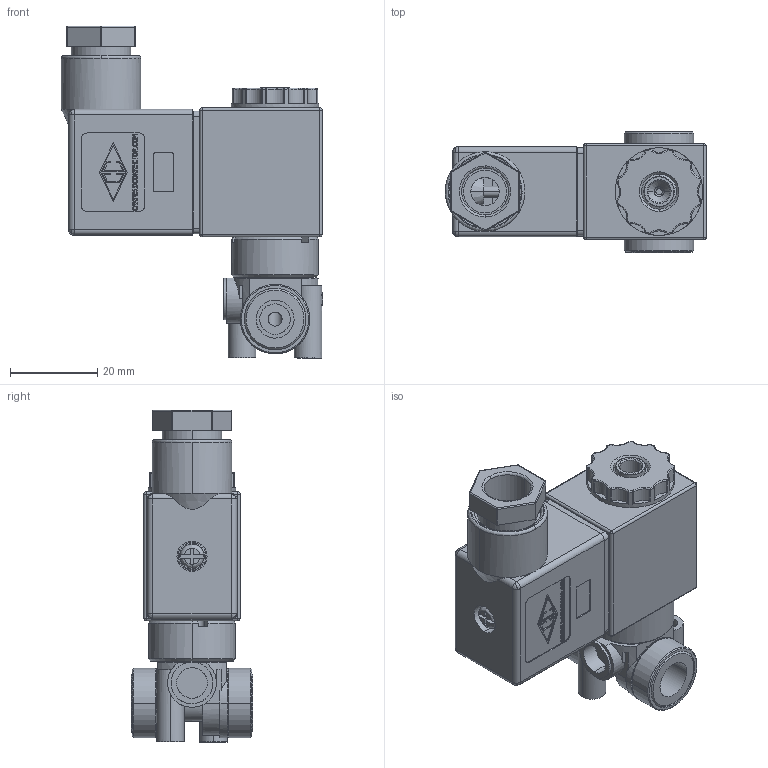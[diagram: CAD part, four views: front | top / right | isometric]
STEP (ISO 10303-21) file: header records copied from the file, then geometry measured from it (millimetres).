
FILE_DESCRIPTION (( 'STEP AP214' ), '1' );
FILE_NAME ('DVP-3BC1C-120A.step', '2016-04-27T15:33:13', ( '' ), ( '' ), 'SwSTEP 2.0', 'SolidWorks 2015', '' );
FILE_SCHEMA (( 'AUTOMOTIVE_DESIGN' ));
Length unit declared in the file: inch
Products named in the file (1): DVP-3BC1C-120A
Bounding box: 59.8 x 27.69 x 75.9 mm (x, y, z)
Volume: 33333 mm3; surface area: 22088.3 mm2
Topology: 9 solids, 9 shells, 1371 faces, 3572 edges, 2283 vertices
Faces by surface type: plane 689, bspline 361, cylinder 261, cone 60
Entity records: 66670 total; most frequent: CARTESIAN_POINT 17490, ORIENTED_EDGE 7054, DIRECTION 5417, EDGE_CURVE 3527, VERTEX_POINT 2283, VECTOR 2139, LINE 2139, AXIS2_PLACEMENT_3D 1639
